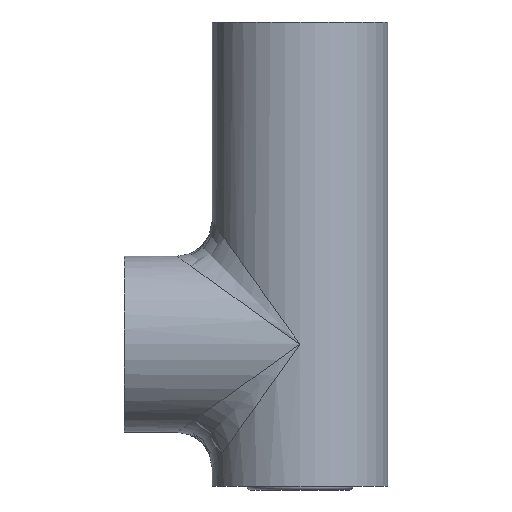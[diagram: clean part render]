
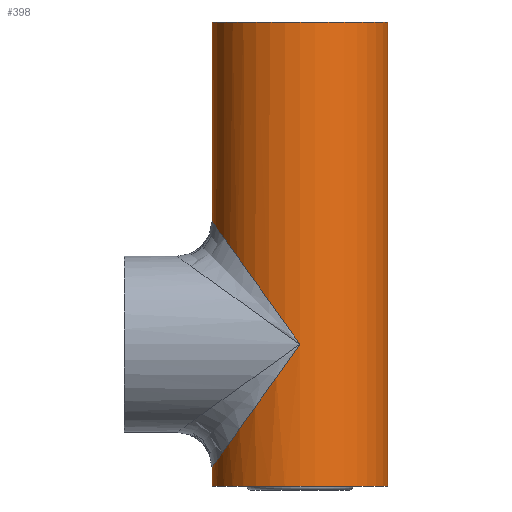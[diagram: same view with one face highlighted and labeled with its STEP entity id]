
A CAD part, front view. The second image highlights one B-rep face of the part: STEP entity #398.
In plain terms, the highlighted cylindrical face has radius 25 mm (diameter 50 mm), a partial arc.
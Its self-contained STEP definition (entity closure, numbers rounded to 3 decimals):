
#1 = ORIENTED_EDGE ( 'NONE', *, *, #960, .F. ) ;
#2 = CARTESIAN_POINT ( 'NONE',  ( -25., -14.645, 13.556 ) ) ;
#3 = VECTOR ( 'NONE', #594, 1000. ) ;
#15 = ORIENTED_EDGE ( 'NONE', *, *, #100, .F. ) ;
#28 = CARTESIAN_POINT ( 'NONE',  ( -25., 0., -56.444 ) ) ;
#32 = EDGE_CURVE ( 'NONE', #914, #247, #262, .T. ) ;
#35 = VECTOR ( 'NONE', #55, 1000. ) ;
#52 = AXIS2_PLACEMENT_3D ( 'NONE', #951, #582, #374 ) ;
#55 = DIRECTION ( 'NONE',  ( 0., 0., 1. ) ) ;
#100 = EDGE_CURVE ( 'NONE', #492, #476, #277, .T. ) ;
#106 = CARTESIAN_POINT ( 'NONE',  ( -25., -14.645, -56.444 ) ) ;
#158 = CARTESIAN_POINT ( 'NONE',  ( 25., 0., -59.859 ) ) ;
#207 = VERTEX_POINT ( 'NONE', #771 ) ;
#221 = DIRECTION ( 'NONE',  ( 0., 0., -1. ) ) ;
#225 = AXIS2_PLACEMENT_3D ( 'NONE', #899, #737, #746 ) ;
#234 = CARTESIAN_POINT ( 'NONE',  ( -25., 0., -61.859 ) ) ;
#243 = CARTESIAN_POINT ( 'NONE',  ( -25., 0., 13.556 ) ) ;
#247 = VERTEX_POINT ( 'NONE', #355 ) ;
#262 =( BOUNDED_CURVE ( )  B_SPLINE_CURVE ( 3, ( #847, #768, #106, #28 ),
 .UNSPECIFIED., .F., .T. ) 
 B_SPLINE_CURVE_WITH_KNOTS ( ( 4, 4 ),
 ( 1.571, 3.142 ),
 .UNSPECIFIED. ) 
 CURVE ( )  GEOMETRIC_REPRESENTATION_ITEM ( )  RATIONAL_B_SPLINE_CURVE ( ( 1., 0.805, 0.805, 1. ) ) 
 REPRESENTATION_ITEM ( '' )  );
#264 = EDGE_CURVE ( 'NONE', #454, #476, #671, .T. ) ;
#277 = CIRCLE ( 'NONE', #52, 25. ) ;
#282 = LINE ( 'NONE', #421, #35 ) ;
#305 = CYLINDRICAL_SURFACE ( 'NONE', #225, 25. ) ;
#309 = DIRECTION ( 'NONE',  ( 0., 0., 1. ) ) ;
#355 = CARTESIAN_POINT ( 'NONE',  ( -25., 0., -56.444 ) ) ;
#373 = EDGE_CURVE ( 'NONE', #207, #492, #733, .T. ) ;
#374 = DIRECTION ( 'NONE',  ( 1., 0., 0. ) ) ;
#386 = ORIENTED_EDGE ( 'NONE', *, *, #752, .T. ) ;
#398 = ADVANCED_FACE ( 'NONE', ( #826 ), #305, .T. ) ;
#421 = CARTESIAN_POINT ( 'NONE',  ( -25., 0., -59.859 ) ) ;
#436 = VERTEX_POINT ( 'NONE', #234 ) ;
#454 = VERTEX_POINT ( 'NONE', #490 ) ;
#476 = VERTEX_POINT ( 'NONE', #640 ) ;
#490 = CARTESIAN_POINT ( 'NONE',  ( 25., 0., -61.859 ) ) ;
#492 = VERTEX_POINT ( 'NONE', #523 ) ;
#513 = AXIS2_PLACEMENT_3D ( 'NONE', #825, #221, #821 ) ;
#523 = CARTESIAN_POINT ( 'NONE',  ( -25., 0., 70.141 ) ) ;
#528 = EDGE_CURVE ( 'NONE', #454, #436, #908, .T. ) ;
#531 = CARTESIAN_POINT ( 'NONE',  ( -14.645, -25., -0.942 ) ) ;
#582 = DIRECTION ( 'NONE',  ( 0., 0., 1. ) ) ;
#584 = ORIENTED_EDGE ( 'NONE', *, *, #528, .F. ) ;
#594 = DIRECTION ( 'NONE',  ( 0., 0., 1. ) ) ;
#599 = CARTESIAN_POINT ( 'NONE',  ( -25., 0., -59.859 ) ) ;
#631 =( BOUNDED_CURVE ( )  B_SPLINE_CURVE ( 3, ( #243, #2, #531, #660 ),
 .UNSPECIFIED., .F., .T. ) 
 B_SPLINE_CURVE_WITH_KNOTS ( ( 4, 4 ),
 ( 0., 1.571 ),
 .UNSPECIFIED. ) 
 CURVE ( )  GEOMETRIC_REPRESENTATION_ITEM ( )  RATIONAL_B_SPLINE_CURVE ( ( 1., 0.805, 0.805, 1. ) ) 
 REPRESENTATION_ITEM ( '' )  );
#640 = CARTESIAN_POINT ( 'NONE',  ( 25., 0., 70.141 ) ) ;
#660 = CARTESIAN_POINT ( 'NONE',  ( 0., -25., -21.444 ) ) ;
#671 = LINE ( 'NONE', #158, #939 ) ;
#733 = LINE ( 'NONE', #599, #3 ) ;
#737 = DIRECTION ( 'NONE',  ( 0., 0., 1. ) ) ;
#744 = EDGE_LOOP ( 'NONE', ( #1, #584, #862, #15, #938, #386, #840 ) ) ;
#746 = DIRECTION ( 'NONE',  ( 1., 0., 0. ) ) ;
#752 = EDGE_CURVE ( 'NONE', #207, #914, #631, .T. ) ;
#768 = CARTESIAN_POINT ( 'NONE',  ( -14.645, -25., -41.947 ) ) ;
#771 = CARTESIAN_POINT ( 'NONE',  ( -25., 0., 13.556 ) ) ;
#793 = CARTESIAN_POINT ( 'NONE',  ( 0., -25., -21.444 ) ) ;
#821 = DIRECTION ( 'NONE',  ( -1., 0., 0. ) ) ;
#825 = CARTESIAN_POINT ( 'NONE',  ( 0., 0., -61.859 ) ) ;
#826 = FACE_OUTER_BOUND ( 'NONE', #744, .T. ) ;
#840 = ORIENTED_EDGE ( 'NONE', *, *, #32, .T. ) ;
#847 = CARTESIAN_POINT ( 'NONE',  ( 0., -25., -21.444 ) ) ;
#862 = ORIENTED_EDGE ( 'NONE', *, *, #264, .T. ) ;
#899 = CARTESIAN_POINT ( 'NONE',  ( 0., 0., -59.859 ) ) ;
#908 = CIRCLE ( 'NONE', #513, 25. ) ;
#914 = VERTEX_POINT ( 'NONE', #793 ) ;
#938 = ORIENTED_EDGE ( 'NONE', *, *, #373, .F. ) ;
#939 = VECTOR ( 'NONE', #309, 1000. ) ;
#951 = CARTESIAN_POINT ( 'NONE',  ( 0., 0., 70.141 ) ) ;
#960 = EDGE_CURVE ( 'NONE', #436, #247, #282, .T. ) ;
